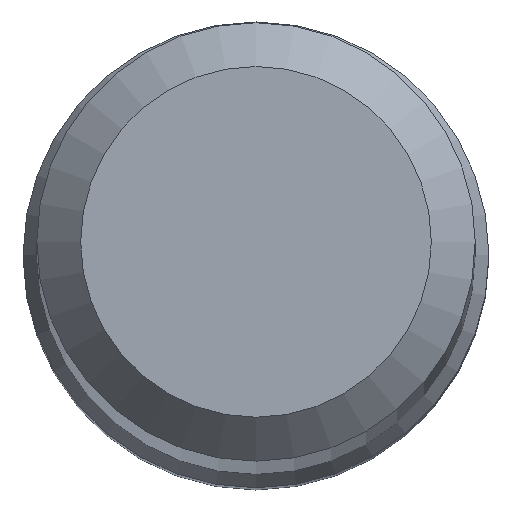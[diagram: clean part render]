
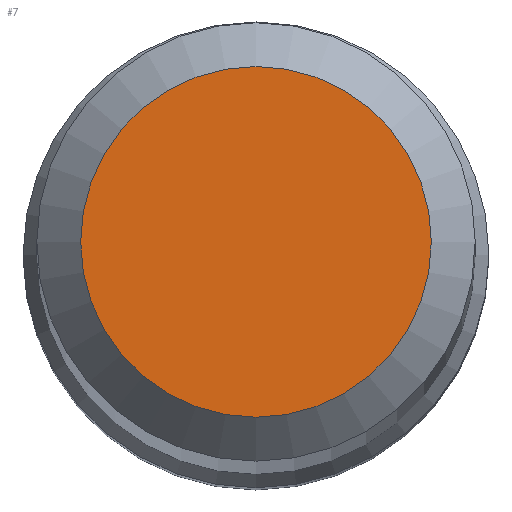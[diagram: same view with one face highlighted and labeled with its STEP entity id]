
A CAD part, top view. The second image highlights one B-rep face of the part: STEP entity #7.
In plain terms, the highlighted planar face has unit normal (0, 0, 1).
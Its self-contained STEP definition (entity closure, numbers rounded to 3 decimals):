
#6 = DIRECTION ( 'NONE',  ( 0., 0., -1. ) ) ;
#7 = ADVANCED_FACE ( 'NONE', ( #98 ), #28, .F. ) ;
#8 = DIRECTION ( 'NONE',  ( 0., 1., 0. ) ) ;
#28 = PLANE ( 'NONE',  #216 ) ;
#69 = AXIS2_PLACEMENT_3D ( 'NONE', #193, #6, #8 ) ;
#87 = DIRECTION ( 'NONE',  ( 0., 0., -1. ) ) ;
#98 = FACE_OUTER_BOUND ( 'NONE', #228, .T. ) ;
#149 = CIRCLE ( 'NONE', #69, 1.6 ) ;
#166 = EDGE_CURVE ( 'NONE', #239, #239, #149, .T. ) ;
#179 = CARTESIAN_POINT ( 'NONE',  ( 0., 0., 80. ) ) ;
#188 = ORIENTED_EDGE ( 'NONE', *, *, #166, .F. ) ;
#193 = CARTESIAN_POINT ( 'NONE',  ( 0., 0., 80. ) ) ;
#215 = DIRECTION ( 'NONE',  ( 0., 1., 0. ) ) ;
#216 = AXIS2_PLACEMENT_3D ( 'NONE', #179, #87, #215 ) ;
#228 = EDGE_LOOP ( 'NONE', ( #188 ) ) ;
#236 = CARTESIAN_POINT ( 'NONE',  ( 0., 1.6, 80. ) ) ;
#239 = VERTEX_POINT ( 'NONE', #236 ) ;
